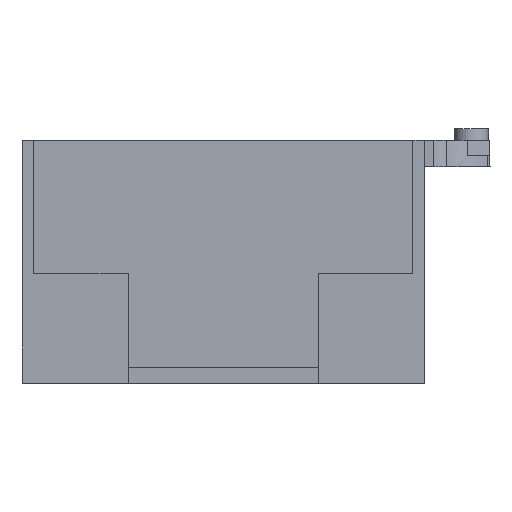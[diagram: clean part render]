
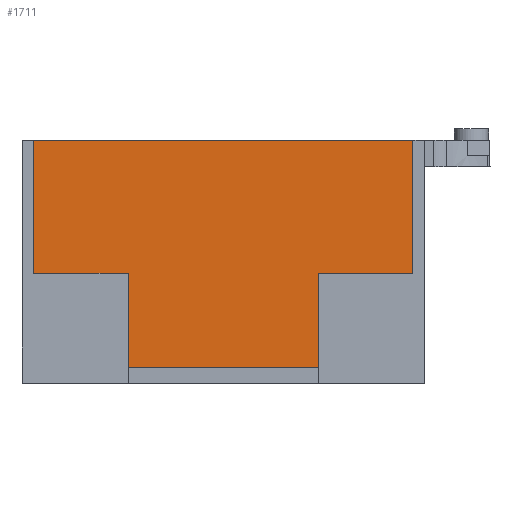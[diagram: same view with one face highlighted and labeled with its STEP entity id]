
A CAD part, left-side view. The second image highlights one B-rep face of the part: STEP entity #1711.
In plain terms, the highlighted planar face has unit normal (-1, 0, 0).
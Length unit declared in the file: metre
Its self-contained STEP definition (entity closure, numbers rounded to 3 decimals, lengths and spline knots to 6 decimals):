
#188=ORIENTED_EDGE('',*,*,#653,.F.);
#189=ORIENTED_EDGE('',*,*,#652,.T.);
#190=ORIENTED_EDGE('',*,*,#646,.F.);
#191=ORIENTED_EDGE('',*,*,#614,.F.);
#614=EDGE_CURVE('',#856,#857,#1016,.T.);
#646=EDGE_CURVE('',#857,#877,#1048,.T.);
#652=EDGE_CURVE('',#879,#877,#1054,.T.);
#653=EDGE_CURVE('',#879,#856,#1055,.T.);
#856=VERTEX_POINT('',#2515);
#857=VERTEX_POINT('',#2517);
#877=VERTEX_POINT('',#2578);
#879=VERTEX_POINT('',#2584);
#1016=LINE('',#2516,#1232);
#1048=LINE('',#2577,#1264);
#1054=LINE('',#2588,#1270);
#1055=LINE('',#2590,#1271);
#1232=VECTOR('',#2016,1.);
#1264=VECTOR('',#2066,1.);
#1270=VECTOR('',#2074,1.);
#1271=VECTOR('',#2077,1.);
#1419=EDGE_LOOP('',(#188,#189,#190,#191));
#1527=FACE_BOUND('',#1419,.T.);
#1630=PLANE('',#1826);
#1711=ADVANCED_FACE('',(#1527),#1630,.T.);
#1826=AXIS2_PLACEMENT_3D('',#2589,#2075,#2076);
#2016=DIRECTION('',(0.,0.,-1.));
#2066=DIRECTION('',(0.,1.,0.));
#2074=DIRECTION('',(0.,0.,-1.));
#2075=DIRECTION('',(-1.,0.,0.));
#2076=DIRECTION('',(0.,0.,1.));
#2077=DIRECTION('',(0.,-1.,0.));
#2515=CARTESIAN_POINT('',(0.,0.,0.05999));
#2516=CARTESIAN_POINT('',(0.,0.,0.06));
#2517=CARTESIAN_POINT('',(0.,0.,0.));
#2577=CARTESIAN_POINT('',(0.,0.05,0.));
#2578=CARTESIAN_POINT('',(0.,0.1,0.));
#2584=CARTESIAN_POINT('',(0.,0.1,0.05999));
#2588=CARTESIAN_POINT('',(0.,0.1,0.06));
#2589=CARTESIAN_POINT('',(0.,0.05,0.06));
#2590=CARTESIAN_POINT('',(0.,0.05,0.05999));
